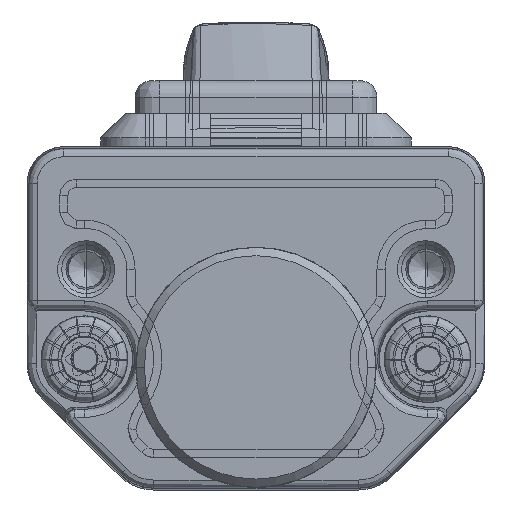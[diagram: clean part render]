
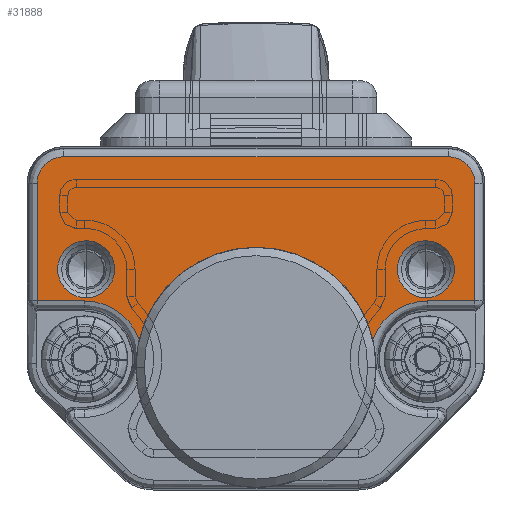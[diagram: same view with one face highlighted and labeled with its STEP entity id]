
A CAD part, left-side view. The second image highlights one B-rep face of the part: STEP entity #31888.
In plain terms, the highlighted face is planar.
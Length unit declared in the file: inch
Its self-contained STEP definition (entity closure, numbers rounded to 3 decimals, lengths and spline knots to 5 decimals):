
#28583=CARTESIAN_POINT('',(13.,8.,10.5));
#28584=DIRECTION('',(-1.,0.,0.));
#28585=DIRECTION('',(0.,1.,0.));
#28586=AXIS2_PLACEMENT_3D('',#28583,#28584,#28585);
#28588=DIRECTION('',(0.,0.,-1.));
#28589=VECTOR('',#28588,2.8909);
#28590=CARTESIAN_POINT('',(13.,11.56353,13.3909));
#28591=LINE('',#28590,#28589);
#28592=DIRECTION('',(0.,-1.,0.));
#28593=VECTOR('',#28592,7.18647);
#28594=CARTESIAN_POINT('',(13.,18.75,13.3909));
#28595=LINE('',#28594,#28593);
#28596=CARTESIAN_POINT('',(13.,18.75,11.75));
#28597=DIRECTION('',(1.,0.,0.));
#28598=DIRECTION('',(0.,1.,0.));
#28599=AXIS2_PLACEMENT_3D('',#28596,#28597,#28598);
#28601=DIRECTION('',(0.,0.,1.));
#28602=VECTOR('',#28601,23.5);
#28603=CARTESIAN_POINT('',(13.,20.3909,-11.75));
#28604=LINE('',#28603,#28602);
#28605=CARTESIAN_POINT('',(13.,18.75,-11.75));
#28606=DIRECTION('',(1.,0.,0.));
#28607=DIRECTION('',(0.,0.,-1.));
#28608=AXIS2_PLACEMENT_3D('',#28605,#28606,#28607);
#28610=DIRECTION('',(0.,1.,0.));
#28611=VECTOR('',#28610,7.18647);
#28612=CARTESIAN_POINT('',(13.,11.56353,-13.3909));
#28613=LINE('',#28612,#28611);
#28614=DIRECTION('',(0.,0.,-1.));
#28615=VECTOR('',#28614,2.8909);
#28616=CARTESIAN_POINT('',(13.,11.56353,-10.5));
#28617=LINE('',#28616,#28615);
#28618=CARTESIAN_POINT('',(13.,8.,-10.5));
#28619=DIRECTION('',(-1.,0.,0.));
#28620=DIRECTION('',(0.,0.34,0.941));
#28621=AXIS2_PLACEMENT_3D('',#28618,#28619,#28620);
#28623=CARTESIAN_POINT('',(13.,7.5,0.));
#28624=DIRECTION('',(1.,0.,0.));
#28625=DIRECTION('',(0.,0.233,-0.973));
#28626=AXIS2_PLACEMENT_3D('',#28623,#28624,#28625);
#28682=CARTESIAN_POINT('',(13.,13.5,-10.3923));
#28683=DIRECTION('',(-1.,0.,0.));
#28684=DIRECTION('',(0.,1.,0.));
#28685=AXIS2_PLACEMENT_3D('',#28682,#28683,#28684);
#28687=CARTESIAN_POINT('',(13.,13.5,-10.3923));
#28688=DIRECTION('',(-1.,0.,0.));
#28689=DIRECTION('',(0.,-1.,0.));
#28690=AXIS2_PLACEMENT_3D('',#28687,#28688,#28689);
#28692=CARTESIAN_POINT('',(13.,13.5,10.3923));
#28693=DIRECTION('',(-1.,0.,0.));
#28694=DIRECTION('',(0.,1.,0.));
#28695=AXIS2_PLACEMENT_3D('',#28692,#28693,#28694);
#28697=CARTESIAN_POINT('',(13.,13.5,10.3923));
#28698=DIRECTION('',(-1.,0.,0.));
#28699=DIRECTION('',(0.,-1.,0.));
#28700=AXIS2_PLACEMENT_3D('',#28697,#28698,#28699);
#29339=CARTESIAN_POINT('',(13.,20.3909,11.75));
#29340=CARTESIAN_POINT('',(13.,18.75,13.3909));
#29341=VERTEX_POINT('',#29339);
#29342=VERTEX_POINT('',#29340);
#29347=CARTESIAN_POINT('',(13.,20.3909,-11.75));
#29348=VERTEX_POINT('',#29347);
#29351=CARTESIAN_POINT('',(13.,18.75,-13.3909));
#29352=VERTEX_POINT('',#29351);
#29387=CARTESIAN_POINT('',(13.,11.56353,10.5));
#29388=CARTESIAN_POINT('',(13.,9.21015,7.14824));
#29389=VERTEX_POINT('',#29387);
#29390=VERTEX_POINT('',#29388);
#29419=CARTESIAN_POINT('',(13.,11.56353,13.3909));
#29420=VERTEX_POINT('',#29419);
#29429=CARTESIAN_POINT('',(13.,9.21015,-7.14824));
#29430=CARTESIAN_POINT('',(13.,11.56353,-10.5));
#29431=VERTEX_POINT('',#29429);
#29432=VERTEX_POINT('',#29430);
#29461=CARTESIAN_POINT('',(13.,11.56353,-13.3909));
#29462=VERTEX_POINT('',#29461);
#29661=CARTESIAN_POINT('',(13.,15.25,-10.3923));
#29662=CARTESIAN_POINT('',(13.,11.75,-10.3923));
#29663=VERTEX_POINT('',#29661);
#29664=VERTEX_POINT('',#29662);
#29665=CARTESIAN_POINT('',(13.,15.25,10.3923));
#29666=CARTESIAN_POINT('',(13.,11.75,10.3923));
#29667=VERTEX_POINT('',#29665);
#29668=VERTEX_POINT('',#29666);
#31849=CARTESIAN_POINT('',(13.,0.,0.));
#31850=DIRECTION('',(1.,0.,0.));
#31851=DIRECTION('',(0.,0.,-1.));
#31852=AXIS2_PLACEMENT_3D('',#31849,#31850,#31851);
#31853=PLANE('',#31852);
#31855=ORIENTED_EDGE('',*,*,#31854,.F.);
#31857=ORIENTED_EDGE('',*,*,#31856,.F.);
#31859=ORIENTED_EDGE('',*,*,#31858,.F.);
#31861=ORIENTED_EDGE('',*,*,#31860,.F.);
#31863=ORIENTED_EDGE('',*,*,#31862,.F.);
#31865=ORIENTED_EDGE('',*,*,#31864,.F.);
#31867=ORIENTED_EDGE('',*,*,#31866,.F.);
#31869=ORIENTED_EDGE('',*,*,#31868,.F.);
#31871=ORIENTED_EDGE('',*,*,#31870,.F.);
#31873=ORIENTED_EDGE('',*,*,#31872,.T.);
#31874=EDGE_LOOP('',(#31855,#31857,#31859,#31861,#31863,#31865,#31867,#31869,
#31871,#31873));
#31875=FACE_OUTER_BOUND('',#31874,.F.);
#31877=ORIENTED_EDGE('',*,*,#31876,.F.);
#31879=ORIENTED_EDGE('',*,*,#31878,.F.);
#31880=EDGE_LOOP('',(#31877,#31879));
#31881=FACE_BOUND('',#31880,.F.);
#31883=ORIENTED_EDGE('',*,*,#31882,.F.);
#31885=ORIENTED_EDGE('',*,*,#31884,.F.);
#31886=EDGE_LOOP('',(#31883,#31885));
#31887=FACE_BOUND('',#31886,.F.);
#31888=ADVANCED_FACE('',(#31875,#31881,#31887),#31853,.T.);
#28587=CIRCLE('',#28586,3.56353);
#28600=CIRCLE('',#28599,1.6409);
#28609=CIRCLE('',#28608,1.6409);
#28622=CIRCLE('',#28621,3.56353);
#28627=CIRCLE('',#28626,7.35);
#28686=CIRCLE('',#28685,1.75);
#28691=CIRCLE('',#28690,1.75);
#28696=CIRCLE('',#28695,1.75);
#28701=CIRCLE('',#28700,1.75);
#31854=EDGE_CURVE('',#29389,#29390,#28587,.T.);
#31856=EDGE_CURVE('',#29420,#29389,#28591,.T.);
#31858=EDGE_CURVE('',#29342,#29420,#28595,.T.);
#31860=EDGE_CURVE('',#29341,#29342,#28600,.T.);
#31862=EDGE_CURVE('',#29348,#29341,#28604,.T.);
#31864=EDGE_CURVE('',#29352,#29348,#28609,.T.);
#31866=EDGE_CURVE('',#29462,#29352,#28613,.T.);
#31868=EDGE_CURVE('',#29432,#29462,#28617,.T.);
#31870=EDGE_CURVE('',#29431,#29432,#28622,.T.);
#31872=EDGE_CURVE('',#29431,#29390,#28627,.T.);
#31876=EDGE_CURVE('',#29663,#29664,#28686,.T.);
#31878=EDGE_CURVE('',#29664,#29663,#28691,.T.);
#31882=EDGE_CURVE('',#29667,#29668,#28696,.T.);
#31884=EDGE_CURVE('',#29668,#29667,#28701,.T.);
